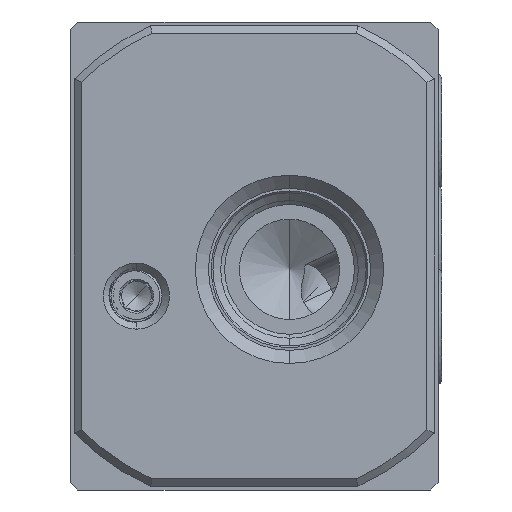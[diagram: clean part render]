
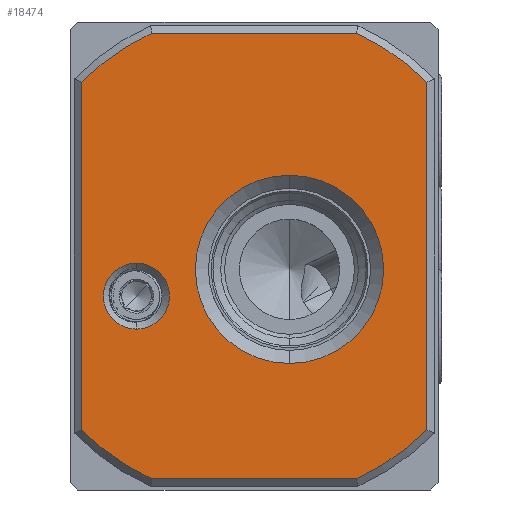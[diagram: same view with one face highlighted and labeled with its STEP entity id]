
A CAD part, left-side view. The second image highlights one B-rep face of the part: STEP entity #18474.
In plain terms, the highlighted planar face has unit normal (-1, 0, 0).
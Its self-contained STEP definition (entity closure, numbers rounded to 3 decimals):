
#516 = EDGE_CURVE ( 'NONE', #1908, #19352, #13096, .T. ) ;
#524 = EDGE_CURVE ( 'NONE', #19352, #4624, #6371, .T. ) ;
#559 = ORIENTED_EDGE ( 'NONE', *, *, #1920, .T. ) ;
#968 = CARTESIAN_POINT ( 'NONE',  ( -65., -29.5, -45.975 ) ) ;
#1471 = CARTESIAN_POINT ( 'NONE',  ( -65., -38.498, -1.5 ) ) ;
#1539 = DIRECTION ( 'NONE',  ( 0., 0., 1. ) ) ;
#1908 = VERTEX_POINT ( 'NONE', #4851 ) ;
#1920 = EDGE_CURVE ( 'NONE', #22277, #18337, #18081, .T. ) ;
#2060 = CARTESIAN_POINT ( 'NONE',  ( -65., -1.5, -8.081 ) ) ;
#2160 = CARTESIAN_POINT ( 'NONE',  ( -65., -11.002, -61.5 ) ) ;
#2801 = DIRECTION ( 'NONE',  ( 0., 0., 1. ) ) ;
#3023 = CIRCLE ( 'NONE', #10488, 12.675 ) ;
#3647 = EDGE_CURVE ( 'NONE', #6564, #5721, #15781, .T. ) ;
#3667 = EDGE_CURVE ( 'NONE', #11721, #22277, #17458, .T. ) ;
#3942 = CIRCLE ( 'NONE', #8452, 33. ) ;
#3945 = DIRECTION ( 'NONE',  ( -1., 0., 0. ) ) ;
#4095 = VERTEX_POINT ( 'NONE', #20093 ) ;
#4384 = CARTESIAN_POINT ( 'NONE',  ( -65., -49., -62.5 ) ) ;
#4542 = PLANE ( 'NONE',  #8482 ) ;
#4624 = VERTEX_POINT ( 'NONE', #1471 ) ;
#4783 = LINE ( 'NONE', #15665, #18525 ) ;
#4851 = CARTESIAN_POINT ( 'NONE',  ( -65., -48., -54.919 ) ) ;
#5213 = VERTEX_POINT ( 'NONE', #16248 ) ;
#5268 = CARTESIAN_POINT ( 'NONE',  ( -65., -29.5, -20.625 ) ) ;
#5540 = ORIENTED_EDGE ( 'NONE', *, *, #8200, .T. ) ;
#5721 = VERTEX_POINT ( 'NONE', #5268 ) ;
#6180 = CARTESIAN_POINT ( 'NONE',  ( -65., -1.5, -55.331 ) ) ;
#6371 = CIRCLE ( 'NONE', #18785, 33. ) ;
#6404 = DIRECTION ( 'NONE',  ( -1., 0., 0. ) ) ;
#6564 = VERTEX_POINT ( 'NONE', #968 ) ;
#6924 = DIRECTION ( 'NONE',  ( -1., 0., 0. ) ) ;
#6982 = AXIS2_PLACEMENT_3D ( 'NONE', #17435, #19242, #21010 ) ;
#7250 = ORIENTED_EDGE ( 'NONE', *, *, #10829, .T. ) ;
#7763 = EDGE_CURVE ( 'NONE', #18337, #1908, #3942, .T. ) ;
#7843 = CARTESIAN_POINT ( 'NONE',  ( -65., -38.498, -61.5 ) ) ;
#8012 = FACE_BOUND ( 'NONE', #13170, .T. ) ;
#8173 = DIRECTION ( 'NONE',  ( -1., 0., 0. ) ) ;
#8200 = EDGE_CURVE ( 'NONE', #4624, #5213, #4783, .T. ) ;
#8248 = LINE ( 'NONE', #6180, #21673 ) ;
#8250 = DIRECTION ( 'NONE',  ( -1., 0., 0. ) ) ;
#8452 = AXIS2_PLACEMENT_3D ( 'NONE', #14707, #3945, #16506 ) ;
#8482 = AXIS2_PLACEMENT_3D ( 'NONE', #4384, #8250, #2801 ) ;
#8558 = VERTEX_POINT ( 'NONE', #2060 ) ;
#8576 = VECTOR ( 'NONE', #22938, 1000. ) ;
#8731 = CARTESIAN_POINT ( 'NONE',  ( -65., -24.75, -31.5 ) ) ;
#8817 = DIRECTION ( 'NONE',  ( 0., 0., 1. ) ) ;
#8819 = DIRECTION ( 'NONE',  ( -1., 0., 0. ) ) ;
#8985 = ORIENTED_EDGE ( 'NONE', *, *, #16367, .F. ) ;
#9158 = FACE_BOUND ( 'NONE', #11238, .T. ) ;
#9449 = CARTESIAN_POINT ( 'NONE',  ( -65., -1.5, -54.919 ) ) ;
#10131 = EDGE_CURVE ( 'NONE', #21360, #4095, #11079, .T. ) ;
#10227 = CARTESIAN_POINT ( 'NONE',  ( -65., -29.5, -33.3 ) ) ;
#10423 = AXIS2_PLACEMENT_3D ( 'NONE', #17296, #6404, #22451 ) ;
#10488 = AXIS2_PLACEMENT_3D ( 'NONE', #14748, #10859, #16472 ) ;
#10540 = CARTESIAN_POINT ( 'NONE',  ( -65., -24.75, -31.5 ) ) ;
#10622 = DIRECTION ( 'NONE',  ( 0., 0., 1. ) ) ;
#10829 = EDGE_CURVE ( 'NONE', #8558, #11721, #8248, .T. ) ;
#10848 = DIRECTION ( 'NONE',  ( 0., 0., 1. ) ) ;
#10859 = DIRECTION ( 'NONE',  ( -1., 0., 0. ) ) ;
#10872 = VECTOR ( 'NONE', #10848, 1000. ) ;
#11079 = CIRCLE ( 'NONE', #6982, 4.442 ) ;
#11238 = EDGE_LOOP ( 'NONE', ( #17921, #15260 ) ) ;
#11452 = DIRECTION ( 'NONE',  ( 0., 0., -1. ) ) ;
#11721 = VERTEX_POINT ( 'NONE', #9449 ) ;
#12310 = DIRECTION ( 'NONE',  ( 0., 1., 0. ) ) ;
#12560 = CARTESIAN_POINT ( 'NONE',  ( -65., -48., -7.669 ) ) ;
#12694 = CIRCLE ( 'NONE', #15231, 33. ) ;
#12909 = ORIENTED_EDGE ( 'NONE', *, *, #3667, .T. ) ;
#13096 = LINE ( 'NONE', #12560, #10872 ) ;
#13170 = EDGE_LOOP ( 'NONE', ( #15178, #8985 ) ) ;
#14124 = CARTESIAN_POINT ( 'NONE',  ( -65., -38.714, -61.5 ) ) ;
#14648 = AXIS2_PLACEMENT_3D ( 'NONE', #10227, #8173, #20682 ) ;
#14707 = CARTESIAN_POINT ( 'NONE',  ( -65., -24.75, -31.5 ) ) ;
#14748 = CARTESIAN_POINT ( 'NONE',  ( -65., -29.5, -33.3 ) ) ;
#14783 = CARTESIAN_POINT ( 'NONE',  ( -65., -48., -8.081 ) ) ;
#15178 = ORIENTED_EDGE ( 'NONE', *, *, #10131, .F. ) ;
#15231 = AXIS2_PLACEMENT_3D ( 'NONE', #20960, #23005, #1539 ) ;
#15260 = ORIENTED_EDGE ( 'NONE', *, *, #3647, .F. ) ;
#15296 = EDGE_LOOP ( 'NONE', ( #17512, #21870, #22427, #5540, #18518, #7250, #12909, #559 ) ) ;
#15549 = AXIS2_PLACEMENT_3D ( 'NONE', #10540, #6924, #8817 ) ;
#15665 = CARTESIAN_POINT ( 'NONE',  ( -65., -10.786, -1.5 ) ) ;
#15781 = CIRCLE ( 'NONE', #14648, 12.675 ) ;
#16216 = CIRCLE ( 'NONE', #10423, 4.442 ) ;
#16248 = CARTESIAN_POINT ( 'NONE',  ( -65., -11.002, -1.5 ) ) ;
#16367 = EDGE_CURVE ( 'NONE', #4095, #21360, #16216, .T. ) ;
#16472 = DIRECTION ( 'NONE',  ( 0., 0., 1. ) ) ;
#16506 = DIRECTION ( 'NONE',  ( 0., 0., 1. ) ) ;
#17099 = FACE_OUTER_BOUND ( 'NONE', #15296, .T. ) ;
#17296 = CARTESIAN_POINT ( 'NONE',  ( -65., -8.9, -36.9 ) ) ;
#17435 = CARTESIAN_POINT ( 'NONE',  ( -65., -8.9, -36.9 ) ) ;
#17458 = CIRCLE ( 'NONE', #15549, 33. ) ;
#17512 = ORIENTED_EDGE ( 'NONE', *, *, #7763, .T. ) ;
#17921 = ORIENTED_EDGE ( 'NONE', *, *, #21834, .F. ) ;
#18081 = LINE ( 'NONE', #14124, #8576 ) ;
#18337 = VERTEX_POINT ( 'NONE', #7843 ) ;
#18474 = ADVANCED_FACE ( 'NONE', ( #9158, #17099, #8012 ), #4542, .T. ) ;
#18518 = ORIENTED_EDGE ( 'NONE', *, *, #19169, .T. ) ;
#18525 = VECTOR ( 'NONE', #12310, 1000. ) ;
#18785 = AXIS2_PLACEMENT_3D ( 'NONE', #8731, #8819, #10622 ) ;
#19169 = EDGE_CURVE ( 'NONE', #5213, #8558, #12694, .T. ) ;
#19242 = DIRECTION ( 'NONE',  ( -1., 0., 0. ) ) ;
#19352 = VERTEX_POINT ( 'NONE', #14783 ) ;
#20093 = CARTESIAN_POINT ( 'NONE',  ( -65., -8.9, -41.342 ) ) ;
#20099 = CARTESIAN_POINT ( 'NONE',  ( -65., -8.9, -32.458 ) ) ;
#20682 = DIRECTION ( 'NONE',  ( 0., 0., 1. ) ) ;
#20960 = CARTESIAN_POINT ( 'NONE',  ( -65., -24.75, -31.5 ) ) ;
#21010 = DIRECTION ( 'NONE',  ( 0., 0., 1. ) ) ;
#21360 = VERTEX_POINT ( 'NONE', #20099 ) ;
#21673 = VECTOR ( 'NONE', #11452, 1000. ) ;
#21834 = EDGE_CURVE ( 'NONE', #5721, #6564, #3023, .T. ) ;
#21870 = ORIENTED_EDGE ( 'NONE', *, *, #516, .T. ) ;
#22277 = VERTEX_POINT ( 'NONE', #2160 ) ;
#22427 = ORIENTED_EDGE ( 'NONE', *, *, #524, .T. ) ;
#22451 = DIRECTION ( 'NONE',  ( 0., 0., 1. ) ) ;
#22938 = DIRECTION ( 'NONE',  ( 0., -1., 0. ) ) ;
#23005 = DIRECTION ( 'NONE',  ( -1., 0., 0. ) ) ;
